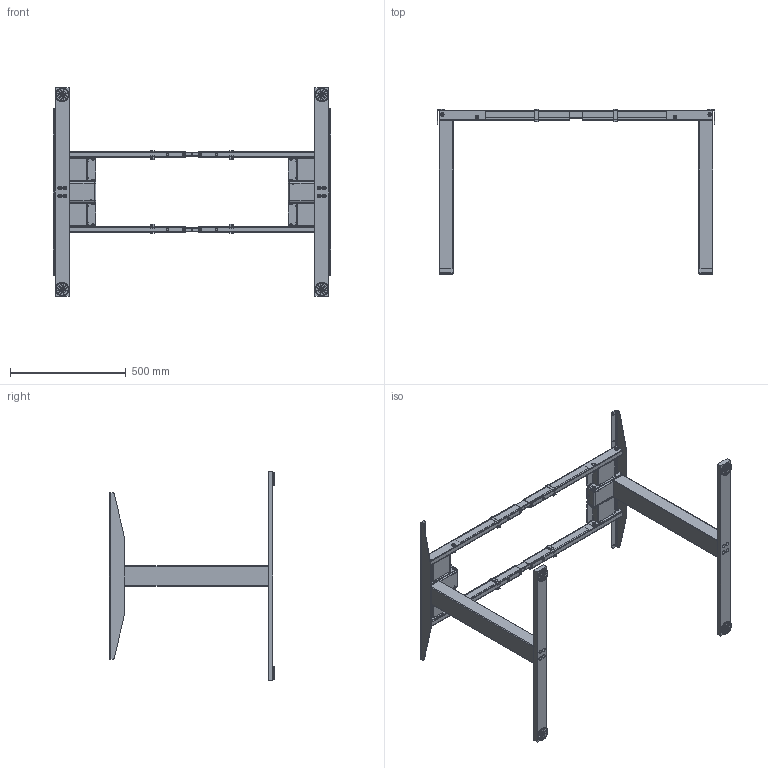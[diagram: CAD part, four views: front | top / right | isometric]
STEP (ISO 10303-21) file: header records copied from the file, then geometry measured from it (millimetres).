
FILE_DESCRIPTION (( 'STEP AP203' ), '1' );
FILE_NAME ('C-2 Conf. 2.0_CL2FYKxxxxxxx_Fl115, foot 900.STEP', '2019-03-18T14:35:29', ( '' ), ( '' ), 'SwSTEP 2.0', 'SolidWorks 2017', '' );
FILE_SCHEMA (( 'CONFIG_CONTROL_DESIGN' ));
Length unit declared in the file: millimetre
Products named in the file (1): C-2 Conf. 2.0_CL2FYKxxxxxxx_Fl115, foot 900
Bounding box: 1200 x 713.5 x 900 mm (x, y, z)
Surface area: 2162117 mm2 (no closed solid volume)
Topology: 0 solids, 198 shells, 1356 faces, 6529 edges, 5328 vertices
Faces by surface type: plane 597, cylinder 483, cone 164, torus 92, bspline 12, sphere 8
Entity records: 69655 total; most frequent: CARTESIAN_POINT 19066, DIRECTION 10475, ORIENTED_EDGE 8672, EDGE_CURVE 6521, VERTEX_POINT 5328, AXIS2_PLACEMENT_3D 3669, VECTOR 3137, LINE 3137
